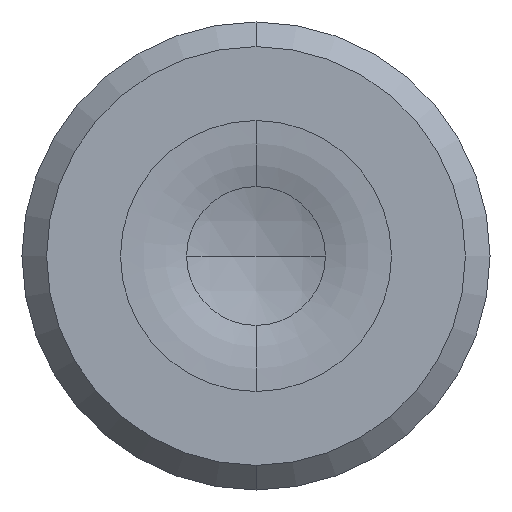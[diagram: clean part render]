
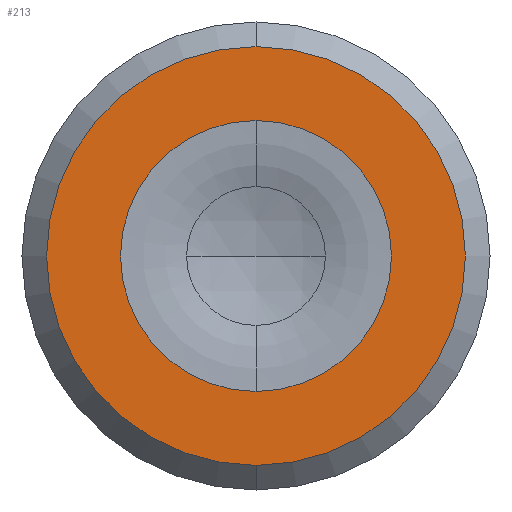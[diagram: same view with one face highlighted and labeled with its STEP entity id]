
A CAD part, front view. The second image highlights one B-rep face of the part: STEP entity #213.
In plain terms, the highlighted planar face has unit normal (0, -1, 0).
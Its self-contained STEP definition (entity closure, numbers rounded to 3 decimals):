
#4 = VERTEX_POINT ( 'NONE', #203 ) ;
#17 = DIRECTION ( 'NONE',  ( 0., 0., -1. ) ) ;
#23 = FACE_OUTER_BOUND ( 'NONE', #122, .T. ) ;
#32 = DIRECTION ( 'NONE',  ( 0., 0., -1. ) ) ;
#46 = EDGE_CURVE ( 'NONE', #414, #4, #407, .T. ) ;
#60 = DIRECTION ( 'NONE',  ( 0., -1., 0. ) ) ;
#66 = CIRCLE ( 'NONE', #389, 1.375 ) ;
#81 = CARTESIAN_POINT ( 'NONE',  ( 0., 70., 0. ) ) ;
#112 = VERTEX_POINT ( 'NONE', #212 ) ;
#122 = EDGE_LOOP ( 'NONE', ( #134, #513 ) ) ;
#134 = ORIENTED_EDGE ( 'NONE', *, *, #593, .T. ) ;
#144 = CIRCLE ( 'NONE', #505, 2.125 ) ;
#170 = DIRECTION ( 'NONE',  ( 0., 0., -1. ) ) ;
#174 = AXIS2_PLACEMENT_3D ( 'NONE', #412, #363, #170 ) ;
#192 = ORIENTED_EDGE ( 'NONE', *, *, #604, .F. ) ;
#203 = CARTESIAN_POINT ( 'NONE',  ( 0., 70., 1.375 ) ) ;
#204 = DIRECTION ( 'NONE',  ( 0., -1., 0. ) ) ;
#208 = DIRECTION ( 'NONE',  ( 0., 0., -1. ) ) ;
#212 = CARTESIAN_POINT ( 'NONE',  ( 0., 70., -2.125 ) ) ;
#213 = ADVANCED_FACE ( 'NONE', ( #23, #562 ), #219, .T. ) ;
#219 = PLANE ( 'NONE',  #174 ) ;
#220 = ORIENTED_EDGE ( 'NONE', *, *, #46, .F. ) ;
#231 = CARTESIAN_POINT ( 'NONE',  ( 0., 70., 2.125 ) ) ;
#257 = CARTESIAN_POINT ( 'NONE',  ( 0., 70., 0. ) ) ;
#268 = VERTEX_POINT ( 'NONE', #231 ) ;
#350 = DIRECTION ( 'NONE',  ( 0., -1., 0. ) ) ;
#363 = DIRECTION ( 'NONE',  ( 0., -1., 0. ) ) ;
#389 = AXIS2_PLACEMENT_3D ( 'NONE', #257, #410, #32 ) ;
#407 = CIRCLE ( 'NONE', #525, 1.375 ) ;
#409 = CIRCLE ( 'NONE', #429, 2.125 ) ;
#410 = DIRECTION ( 'NONE',  ( 0., -1., 0. ) ) ;
#412 = CARTESIAN_POINT ( 'NONE',  ( 2.375, 70., 0. ) ) ;
#414 = VERTEX_POINT ( 'NONE', #502 ) ;
#429 = AXIS2_PLACEMENT_3D ( 'NONE', #81, #350, #17 ) ;
#444 = DIRECTION ( 'NONE',  ( 0., 0., -1. ) ) ;
#471 = EDGE_CURVE ( 'NONE', #112, #268, #144, .T. ) ;
#500 = CARTESIAN_POINT ( 'NONE',  ( 0., 70., 0. ) ) ;
#502 = CARTESIAN_POINT ( 'NONE',  ( 0., 70., -1.375 ) ) ;
#505 = AXIS2_PLACEMENT_3D ( 'NONE', #551, #204, #444 ) ;
#513 = ORIENTED_EDGE ( 'NONE', *, *, #471, .T. ) ;
#525 = AXIS2_PLACEMENT_3D ( 'NONE', #500, #60, #208 ) ;
#551 = CARTESIAN_POINT ( 'NONE',  ( 0., 70., 0. ) ) ;
#562 = FACE_BOUND ( 'NONE', #580, .T. ) ;
#580 = EDGE_LOOP ( 'NONE', ( #220, #192 ) ) ;
#593 = EDGE_CURVE ( 'NONE', #268, #112, #409, .T. ) ;
#604 = EDGE_CURVE ( 'NONE', #4, #414, #66, .T. ) ;
